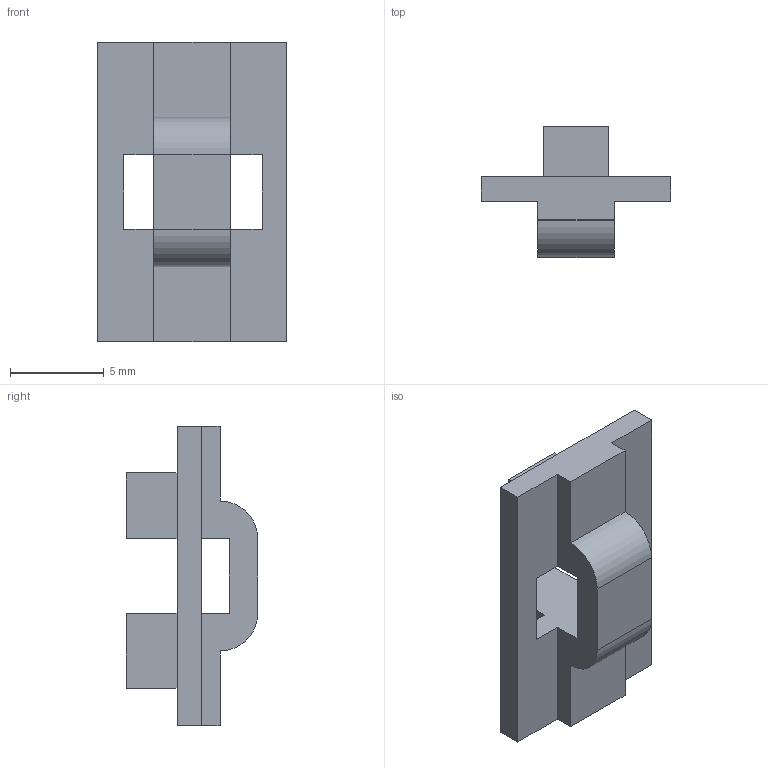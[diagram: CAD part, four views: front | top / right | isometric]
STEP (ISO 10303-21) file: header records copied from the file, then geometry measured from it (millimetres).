
FILE_DESCRIPTION(/* description */ ('','CAx-IF Rec.Pracs.---Representation and Presentation of Product Manufacturing Information (PMI)---4.0---2014-10-13'),/* implementation_level */ '2;1');
FILE_NAME(/* name */ 'power_switch_bottom.step',/* time_stamp */ '2025-07-27T12:09:52+03:00',/* author */ (''),/* organization */ (''),/* preprocessor_version */ 'ST-DEVELOPER v20',/* originating_system */ 'Autodesk Translation Framework v13.20.0.188',/* authorisation */ '');
FILE_SCHEMA (('AP242_MANAGED_MODEL_BASED_3D_ENGINEERING_MIM_LF { 1 0 10303 442 1 1 4 }'));
Length unit declared in the file: millimetre
Products named in the file (1): box_product_animation_new
Bounding box: 10.1 x 7 x 16 mm (x, y, z)
Volume: 342 mm3; surface area: 551 mm2
Topology: 1 solids, 1 shells, 27 faces, 86 edges, 58 vertices
Faces by surface type: plane 25, cylinder 2
Entity records: 984 total; most frequent: ORIENTED_EDGE 172, CARTESIAN_POINT 172, DIRECTION 146, EDGE_CURVE 86, LINE 82, VECTOR 82, VERTEX_POINT 58, AXIS2_PLACEMENT_3D 32
